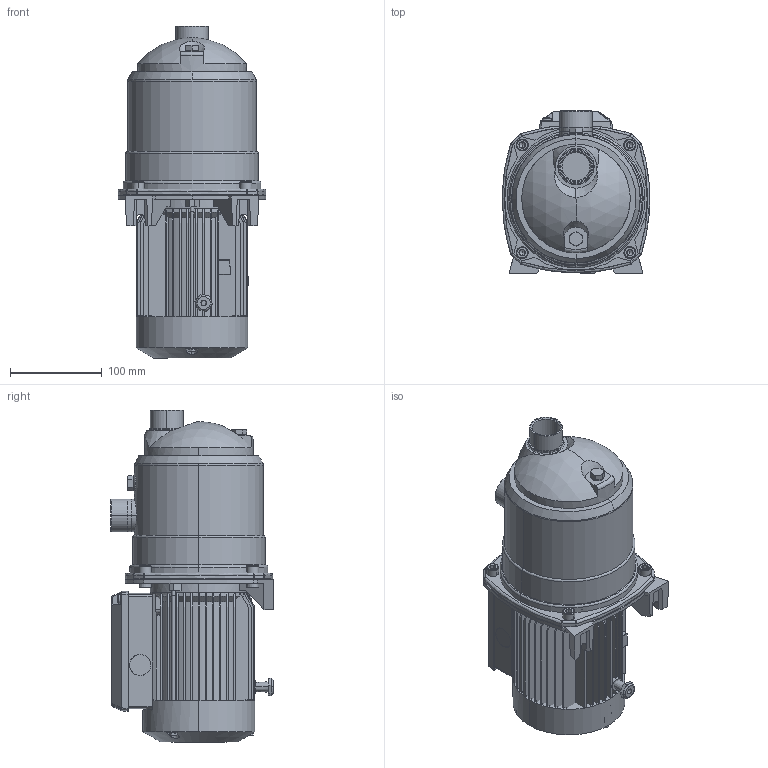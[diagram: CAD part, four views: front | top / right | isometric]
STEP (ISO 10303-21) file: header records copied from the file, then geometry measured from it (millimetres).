
FILE_DESCRIPTION (( 'STEP AP214' ), '1' );
FILE_NAME ('4_93_574_01_REV00.step', '2022-07-28T13:07:32', ( '' ), ( '' ), 'SwSTEP 2.0', 'SolidWorks 2020', '' );
FILE_SCHEMA (( 'AUTOMOTIVE_DESIGN' ));
Length unit declared in the file: millimetre
Products named in the file (2): 4_93_574_01_REV00; Copia di 4_93_574_01_REV00^4_93_574_01_REV00
Assembly tree (1 placements, depth 2):
  4_93_574_01_REV00
    Copia di 4_93_574_01_REV00^4_93_574_01_REV00
Bounding box: 161 x 177 x 362 mm (x, y, z)
Volume: 4878995.8 mm3; surface area: 489797.1 mm2
Topology: 20 solids, 20 shells, 1417 faces, 3695 edges, 2390 vertices
Faces by surface type: plane 787, cylinder 322, cone 210, bspline 74, torus 16, sphere 8
Entity records: 51879 total; most frequent: CARTESIAN_POINT 17862, ORIENTED_EDGE 7338, DIRECTION 6539, EDGE_CURVE 3669, VERTEX_POINT 2390, AXIS2_PLACEMENT_3D 2249, LINE 2041, VECTOR 2041
